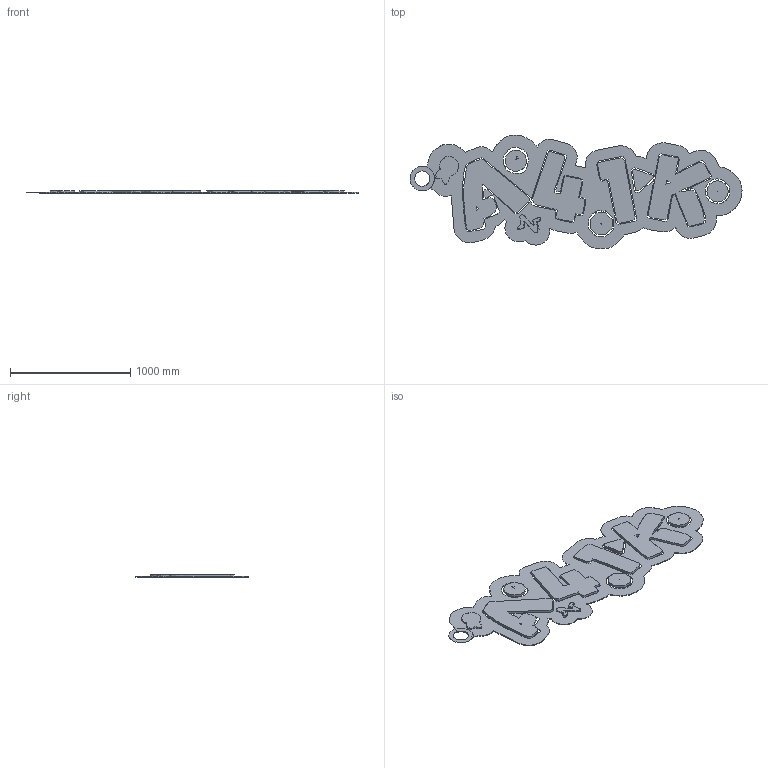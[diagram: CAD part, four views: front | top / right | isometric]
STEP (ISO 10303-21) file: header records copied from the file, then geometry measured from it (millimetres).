
FILE_DESCRIPTION(/* description */ ('STEP AP242 Edition 2','CAx-IF Rec.Pracs.---Representation and Presentation of Product Manufacturing Information (PMI)---4.0---2014-10-13','CAx-IF Rec.Pracs.---3D Tessellated Geometry---0.4---2014-09-14','2;1','CAx-IF Rec.Pracs.---User Defined Attributes---1.5---2016-08-15'),/* implementation_level */ '2;1');
FILE_NAME(/* name */ '694063b8c88e071388d2853c',/* time_stamp */ '2025-12-15T19:38:34Z',/* author */ (''),/* organization */ (''),/* preprocessor_version */ 'ST-DEVELOPER v20',/* originating_system */ 'ONSHAPE BY PTC INC, 1.208',/* authorisation */ ' ');
FILE_SCHEMA (('AP242_MANAGED_MODEL_BASED_3D_ENGINEERING_MIM_LF { 1 0 10303 442 3 1 4 }'));
Length unit declared in the file: metre
Products named in the file (9): Part 4; Part 1; Part 2; Part 3; Part 5; Part 6; Part 7; Part 8; Part 9
Bounding box: 2764.87 x 944.22 x 20 mm (x, y, z)
Volume: 20092643.5 mm3; surface area: 3728839.2 mm2
Topology: 9 solids, 9 shells, 1301 faces, 3842 edges, 2560 vertices
Faces by surface type: plane 1299, cylinder 2
Full cylindrical faces by diameter (mm): 127 x1, 203.2 x1
Entity records: 42785 total; most frequent: CARTESIAN_POINT 7706, ORIENTED_EDGE 7676, DIRECTION 6464, EDGE_CURVE 3838, LINE 3832, VECTOR 3832, VERTEX_POINT 2558, EDGE_LOOP 1362
